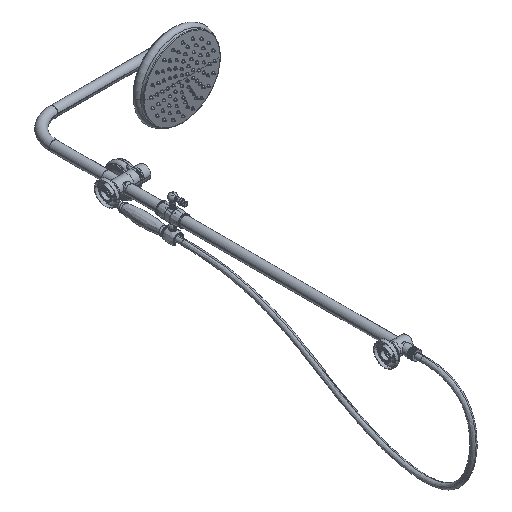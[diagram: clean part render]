
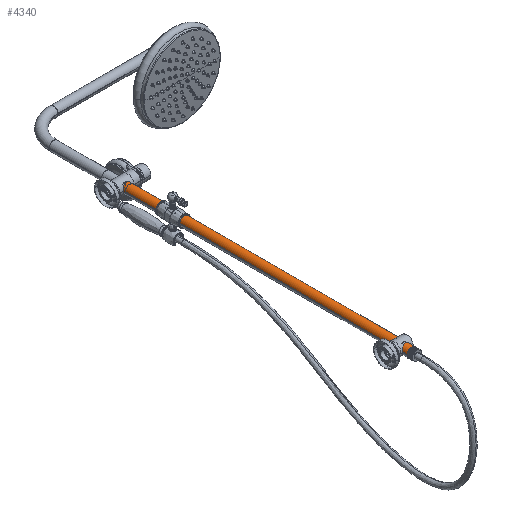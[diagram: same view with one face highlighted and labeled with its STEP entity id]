
A CAD part, isometric view. The second image highlights one B-rep face of the part: STEP entity #4340.
In plain terms, the highlighted cylindrical face has radius 12.5 mm (diameter 25 mm), a partial arc.
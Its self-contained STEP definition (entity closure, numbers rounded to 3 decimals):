
#2955=CARTESIAN_POINT('',(0.,0.,0.));
#2956=DIRECTION('',(0.,1.,0.));
#2957=DIRECTION('',(-1.,0.,0.));
#2958=AXIS2_PLACEMENT_3D('',#2955,#2956,#2957);
#2975=DIRECTION('',(0.,-1.,0.));
#2976=VECTOR('',#2975,770.);
#2977=CARTESIAN_POINT('',(12.5,770.,0.));
#2978=LINE('',#2977,#2976);
#2979=CARTESIAN_POINT('',(0.,770.,0.));
#2980=DIRECTION('',(0.,-1.,0.));
#2981=DIRECTION('',(1.,0.,0.));
#2982=AXIS2_PLACEMENT_3D('',#2979,#2980,#2981);
#3009=DIRECTION('',(0.,-1.,0.));
#3010=VECTOR('',#3009,770.);
#3011=CARTESIAN_POINT('',(-12.5,770.,0.));
#3012=LINE('',#3011,#3010);
#4155=CARTESIAN_POINT('',(-12.5,0.,0.));
#4156=CARTESIAN_POINT('',(12.5,0.,0.));
#4157=VERTEX_POINT('',#4155);
#4158=VERTEX_POINT('',#4156);
#4298=CARTESIAN_POINT('',(12.5,770.,0.));
#4299=CARTESIAN_POINT('',(-12.5,770.,0.));
#4300=VERTEX_POINT('',#4298);
#4301=VERTEX_POINT('',#4299);
#4326=CARTESIAN_POINT('',(0.,0.,0.));
#4327=DIRECTION('',(0.,1.,0.));
#4328=DIRECTION('',(-1.,0.,0.));
#4329=AXIS2_PLACEMENT_3D('',#4326,#4327,#4328);
#4330=CYLINDRICAL_SURFACE('',#4329,12.5);
#4332=ORIENTED_EDGE('',*,*,#4331,.F.);
#4334=ORIENTED_EDGE('',*,*,#4333,.T.);
#4335=ORIENTED_EDGE('',*,*,#4313,.F.);
#4337=ORIENTED_EDGE('',*,*,#4336,.F.);
#4338=EDGE_LOOP('',(#4332,#4334,#4335,#4337));
#4339=FACE_OUTER_BOUND('',#4338,.F.);
#2959=CIRCLE('',#2958,12.5);
#2983=CIRCLE('',#2982,12.5);
#4313=EDGE_CURVE('',#4157,#4158,#2959,.T.);
#4331=EDGE_CURVE('',#4300,#4301,#2983,.T.);
#4333=EDGE_CURVE('',#4300,#4158,#2978,.T.);
#4336=EDGE_CURVE('',#4301,#4157,#3012,.T.);
#4340=ADVANCED_FACE('',(#4339),#4330,.T.);
